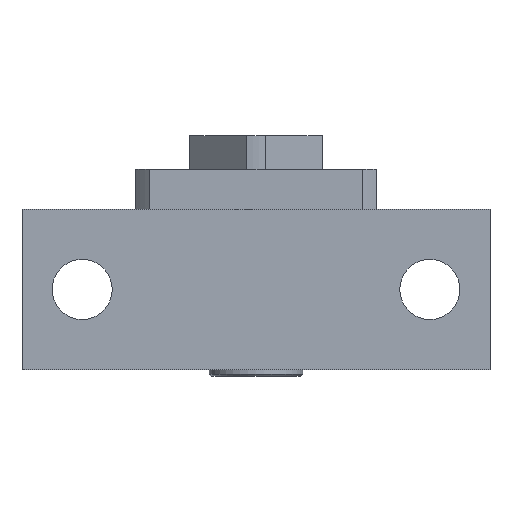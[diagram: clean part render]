
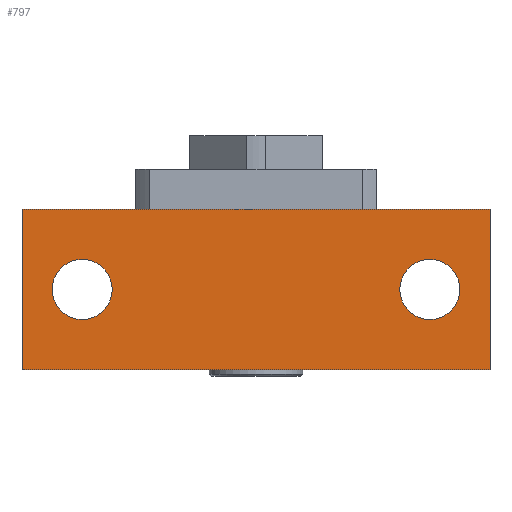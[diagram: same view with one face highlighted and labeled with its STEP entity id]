
A CAD part, front view. The second image highlights one B-rep face of the part: STEP entity #797.
In plain terms, the highlighted planar face has unit normal (0, -1, 0).
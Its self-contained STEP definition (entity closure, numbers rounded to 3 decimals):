
#220 = CARTESIAN_POINT ( 'NONE',  ( -26., -25., -12. ) ) ;
#227 = CIRCLE ( 'NONE', #1308, 4.5 ) ;
#502 = AXIS2_PLACEMENT_3D ( 'NONE', #220, #7085, #6363 ) ;
#603 = VERTEX_POINT ( 'NONE', #7064 ) ;
#630 = CARTESIAN_POINT ( 'NONE',  ( -35., -25., -24. ) ) ;
#689 = LINE ( 'NONE', #6796, #6576 ) ;
#797 = ADVANCED_FACE ( 'NONE', ( #798, #2613, #3001 ), #3515, .T. ) ;
#798 = FACE_BOUND ( 'NONE', #4282, .T. ) ;
#868 = CIRCLE ( 'NONE', #2124, 4.5 ) ;
#1004 = VERTEX_POINT ( 'NONE', #4160 ) ;
#1115 = DIRECTION ( 'NONE',  ( 0., 0., -1. ) ) ;
#1308 = AXIS2_PLACEMENT_3D ( 'NONE', #3362, #2567, #1751 ) ;
#1353 = ORIENTED_EDGE ( 'NONE', *, *, #3614, .F. ) ;
#1431 = LINE ( 'NONE', #630, #3733 ) ;
#1522 = CARTESIAN_POINT ( 'NONE',  ( 26., -25., -16.5 ) ) ;
#1571 = DIRECTION ( 'NONE',  ( 0., 0., 1. ) ) ;
#1585 = AXIS2_PLACEMENT_3D ( 'NONE', #2725, #1928, #1115 ) ;
#1613 = VERTEX_POINT ( 'NONE', #6375 ) ;
#1751 = DIRECTION ( 'NONE',  ( 0., 0., 1. ) ) ;
#1879 = ORIENTED_EDGE ( 'NONE', *, *, #5514, .T. ) ;
#1928 = DIRECTION ( 'NONE',  ( 0., -1., 0. ) ) ;
#2049 = ORIENTED_EDGE ( 'NONE', *, *, #5310, .F. ) ;
#2124 = AXIS2_PLACEMENT_3D ( 'NONE', #4435, #3636, #2839 ) ;
#2366 = CARTESIAN_POINT ( 'NONE',  ( 35., -25., -24. ) ) ;
#2563 = VERTEX_POINT ( 'NONE', #5386 ) ;
#2567 = DIRECTION ( 'NONE',  ( 0., 1., 0. ) ) ;
#2613 = FACE_BOUND ( 'NONE', #6625, .T. ) ;
#2725 = CARTESIAN_POINT ( 'NONE',  ( -35., -25., -24. ) ) ;
#2839 = DIRECTION ( 'NONE',  ( 0., 0., 1. ) ) ;
#3001 = FACE_OUTER_BOUND ( 'NONE', #6389, .T. ) ;
#3127 = DIRECTION ( 'NONE',  ( 1., 0., 0. ) ) ;
#3185 = LINE ( 'NONE', #2366, #6626 ) ;
#3265 = ORIENTED_EDGE ( 'NONE', *, *, #4491, .T. ) ;
#3347 = CIRCLE ( 'NONE', #6484, 4.5 ) ;
#3362 = CARTESIAN_POINT ( 'NONE',  ( -26., -25., -12. ) ) ;
#3385 = VERTEX_POINT ( 'NONE', #6536 ) ;
#3515 = PLANE ( 'NONE',  #1585 ) ;
#3614 = EDGE_CURVE ( 'NONE', #3385, #3663, #4704, .T. ) ;
#3615 = VERTEX_POINT ( 'NONE', #1522 ) ;
#3636 = DIRECTION ( 'NONE',  ( 0., 1., 0. ) ) ;
#3663 = VERTEX_POINT ( 'NONE', #4339 ) ;
#3685 = ORIENTED_EDGE ( 'NONE', *, *, #4401, .T. ) ;
#3694 = EDGE_CURVE ( 'NONE', #2563, #3955, #227, .T. ) ;
#3733 = VECTOR ( 'NONE', #7477, 1000. ) ;
#3857 = CIRCLE ( 'NONE', #502, 4.5 ) ;
#3919 = CARTESIAN_POINT ( 'NONE',  ( -35., -25., 0. ) ) ;
#3955 = VERTEX_POINT ( 'NONE', #5267 ) ;
#4160 = CARTESIAN_POINT ( 'NONE',  ( 26., -25., -7.5 ) ) ;
#4282 = EDGE_LOOP ( 'NONE', ( #3685, #6199 ) ) ;
#4339 = CARTESIAN_POINT ( 'NONE',  ( 35., -25., 0. ) ) ;
#4401 = EDGE_CURVE ( 'NONE', #3955, #2563, #3857, .T. ) ;
#4435 = CARTESIAN_POINT ( 'NONE',  ( 26., -25., -12. ) ) ;
#4491 = EDGE_CURVE ( 'NONE', #3615, #1004, #868, .T. ) ;
#4656 = DIRECTION ( 'NONE',  ( 0., 0., 1. ) ) ;
#4704 = LINE ( 'NONE', #3919, #7171 ) ;
#5267 = CARTESIAN_POINT ( 'NONE',  ( -26., -25., -7.5 ) ) ;
#5310 = EDGE_CURVE ( 'NONE', #1613, #3385, #689, .T. ) ;
#5386 = CARTESIAN_POINT ( 'NONE',  ( -26., -25., -16.5 ) ) ;
#5459 = DIRECTION ( 'NONE',  ( 0., 1., 0. ) ) ;
#5514 = EDGE_CURVE ( 'NONE', #603, #3663, #3185, .T. ) ;
#5674 = EDGE_CURVE ( 'NONE', #1613, #603, #1431, .T. ) ;
#5834 = EDGE_CURVE ( 'NONE', #1004, #3615, #3347, .T. ) ;
#6062 = DIRECTION ( 'NONE',  ( 0., 0., 1. ) ) ;
#6199 = ORIENTED_EDGE ( 'NONE', *, *, #3694, .T. ) ;
#6240 = CARTESIAN_POINT ( 'NONE',  ( 26., -25., -12. ) ) ;
#6363 = DIRECTION ( 'NONE',  ( 0., 0., 1. ) ) ;
#6375 = CARTESIAN_POINT ( 'NONE',  ( -35., -25., -24. ) ) ;
#6389 = EDGE_LOOP ( 'NONE', ( #1353, #2049, #6566, #1879 ) ) ;
#6484 = AXIS2_PLACEMENT_3D ( 'NONE', #6240, #5459, #4656 ) ;
#6536 = CARTESIAN_POINT ( 'NONE',  ( -35., -25., 0. ) ) ;
#6566 = ORIENTED_EDGE ( 'NONE', *, *, #5674, .T. ) ;
#6576 = VECTOR ( 'NONE', #6062, 1000. ) ;
#6625 = EDGE_LOOP ( 'NONE', ( #6646, #3265 ) ) ;
#6626 = VECTOR ( 'NONE', #1571, 1000. ) ;
#6646 = ORIENTED_EDGE ( 'NONE', *, *, #5834, .T. ) ;
#6796 = CARTESIAN_POINT ( 'NONE',  ( -35., -25., -24. ) ) ;
#7064 = CARTESIAN_POINT ( 'NONE',  ( 35., -25., -24. ) ) ;
#7085 = DIRECTION ( 'NONE',  ( 0., 1., 0. ) ) ;
#7171 = VECTOR ( 'NONE', #3127, 1000. ) ;
#7477 = DIRECTION ( 'NONE',  ( 1., 0., 0. ) ) ;
